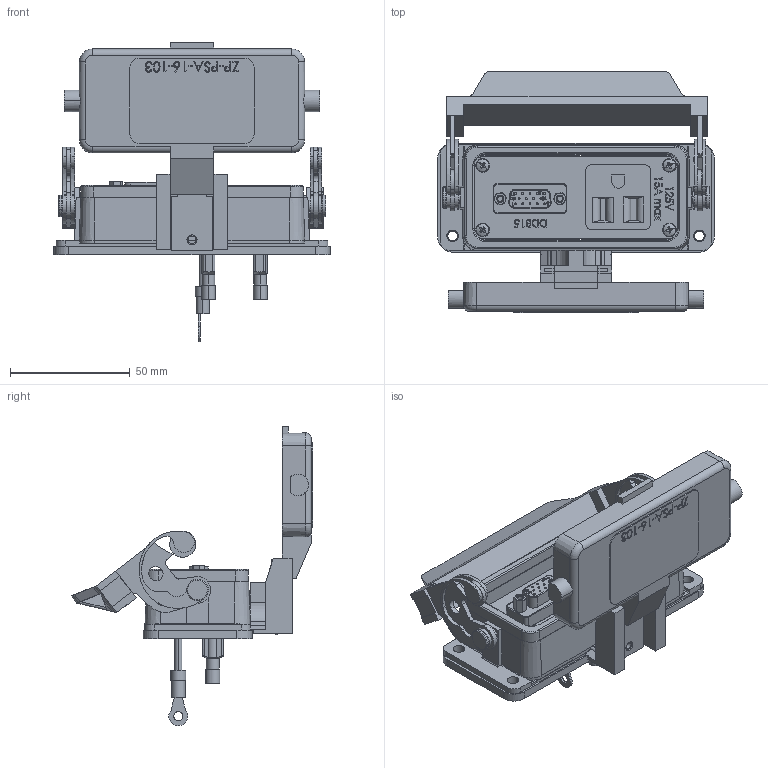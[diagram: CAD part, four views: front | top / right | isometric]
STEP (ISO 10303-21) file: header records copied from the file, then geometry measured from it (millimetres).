
FILE_DESCRIPTION (( 'STEP AP214' ), '1' );
FILE_NAME ('ZP-PSA-16-103.step', '2018-09-05T17:18:49', ( '' ), ( '' ), 'SwSTEP 2.0', 'SolidWorks 2017', '' );
FILE_SCHEMA (( 'AUTOMOTIVE_DESIGN' ));
Length unit declared in the file: inch
Products named in the file (1): ZP-PSA-16-103
Bounding box: 115.5 x 100.79 x 125.04 mm (x, y, z)
Volume: 99959.2 mm3; surface area: 68022.8 mm2
Topology: 1 solids, 11 shells, 1861 faces, 4803 edges, 3102 vertices
Faces by surface type: plane 1006, cylinder 502, bspline 201, torus 90, cone 54, sphere 8
Entity records: 81840 total; most frequent: CARTESIAN_POINT 23444, ORIENTED_EDGE 9598, DIRECTION 8885, EDGE_CURVE 4799, VERTEX_POINT 3102, AXIS2_PLACEMENT_3D 2992, LINE 2901, VECTOR 2901
